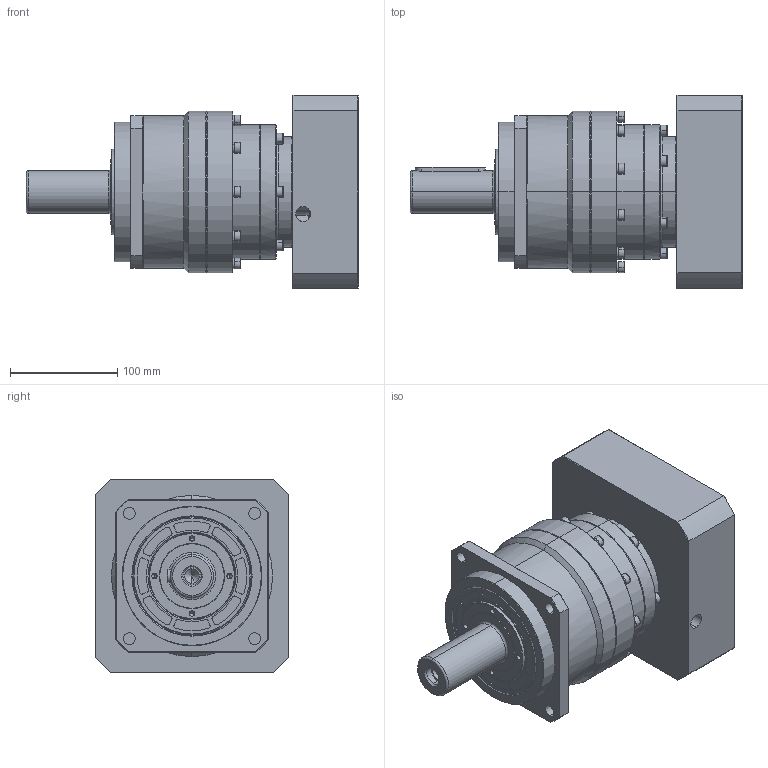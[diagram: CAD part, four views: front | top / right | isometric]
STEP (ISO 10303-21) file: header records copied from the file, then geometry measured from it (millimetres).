
FILE_DESCRIPTION (( 'STEP AP203' ), '1' );
FILE_NAME ('KS142L2-114.3-35--M12-200俋倛芞.step', '2022-10-19T02:56:34', ( 'PC' ), ( 'Microsoft' ), 'SwSTEP 2.0', 'SolidWorks 2016', '' );
FILE_SCHEMA (( 'CONFIG_CONTROL_DESIGN' ));
Length unit declared in the file: millimetre
Products named in the file (11): hexagon socket head cap screws gb_GB_FASTENER_SCREWS_HSHCS M6X20-N; hex socket set screws with flat point gb_GB_FASTENER_SCREWS_HSFP M16X16-N; 一级齿圈加出轴KS142外形图; 一级整体太阳轮带夹套外形图 KB115-D35; 二级齿圈KD140外形图; KS142L2-114.3-35--M12-200俋倛芞; 笢潔楊擘 KS115 俋倛芞; 萇儂楊擘 AKB115 D114.3-M12-200F180H61; spring lock washers--normal type gb_GB_FASTENER_WASHER_SW 6; hexagon socket head cap screws gb_GB_FASTENER_SCREWS_HSHCS M6X35-N; hexagon socket head cap screws gb_GB_FASTENER_SCREWS_HSHCS M6X25-N
Assembly tree (50 placements, depth 2):
  KS142L2-114.3-35--M12-200俋倛芞
    一级齿圈加出轴KS142外形图
    二级齿圈KD140外形图
    笢潔楊擘 KS115 俋倛芞
    萇儂楊擘 AKB115 D114.3-M12-200F180H61
    spring lock washers--normal type gb_GB_FASTENER_WASHER_SW 6  x22
    hexagon socket head cap screws gb_GB_FASTENER_SCREWS_HSHCS M6X35-N  x10
    hexagon socket head cap screws gb_GB_FASTENER_SCREWS_HSHCS M6X25-N  x6
    hexagon socket head cap screws gb_GB_FASTENER_SCREWS_HSHCS M6X20-N  x6
    hex socket set screws with flat point gb_GB_FASTENER_SCREWS_HSFP M16X16-N
    一级整体太阳轮带夹套外形图 KB115-D35
Bounding box: 309 x 180 x 180 mm (x, y, z)
Volume: 4002625.2 mm3; surface area: 378427.5 mm2
Topology: 51 solids, 51 shells, 1355 faces, 3258 edges, 2005 vertices
Faces by surface type: plane 594, cylinder 483, cone 228, torus 50
Entity records: 23032 total; most frequent: CARTESIAN_POINT 4264, DIRECTION 3733, ORIENTED_EDGE 3280, EDGE_CURVE 1640, AXIS2_PLACEMENT_3D 1487, VERTEX_POINT 1042, EDGE_LOOP 784, CIRCLE 764
